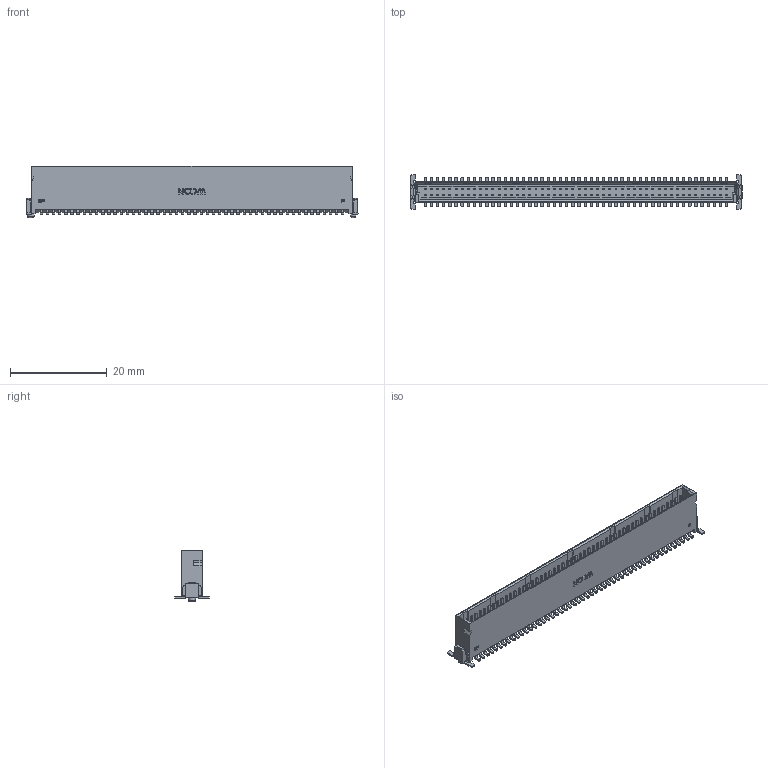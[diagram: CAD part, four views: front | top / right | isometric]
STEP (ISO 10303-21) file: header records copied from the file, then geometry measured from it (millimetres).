
FILE_DESCRIPTION( ('This file contains a STEP AP42 implementation' ,'as created by ZW3D STEP Interface translator.') ,'2;1' );
FILE_NAME( '3910-P100-099MS3WR1W.stp' ,'23 5 3.1920 6', (''), ('ZWCAD Software Co.'), 'Version 1.0', 'ZW3D to STEP translator', '' );
FILE_SCHEMA(('AUTOMOTIVE_DESIGN { 1 0 10303 214 1 1 1 1 }'));
Length unit declared in the file: millimetre
Products named in the file (2): 0; 3910-P100-099MS3WR1W
Bounding box: 68.55 x 7.2 x 10.55 mm (x, y, z)
Volume: 1488.7 mm3; surface area: 4137.6 mm2
Topology: 1 solids, 1 shells, 5246 faces, 13668 edges, 8637 vertices
Faces by surface type: plane 4133, cylinder 1060, bspline 52, torus 1
Full cylindrical faces by diameter (mm): 1.45 x1
Entity records: 164684 total; most frequent: CARTESIAN_POINT 31710, ORIENTED_EDGE 27336, DIRECTION 25034, EDGE_CURVE 13668, VECTOR 10828, LINE 10828, VERTEX_POINT 8637, AXIS2_PLACEMENT_3D 7103
